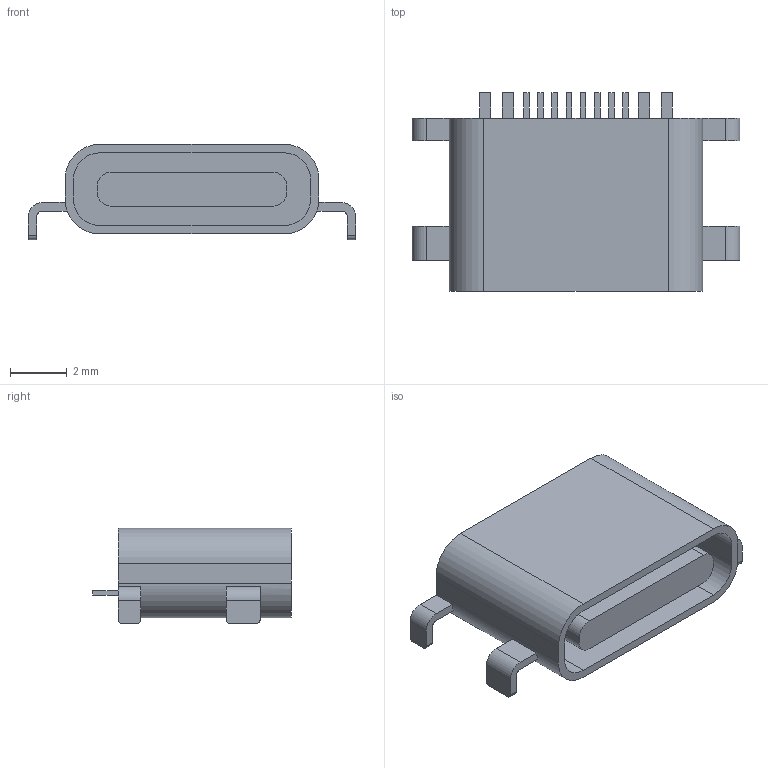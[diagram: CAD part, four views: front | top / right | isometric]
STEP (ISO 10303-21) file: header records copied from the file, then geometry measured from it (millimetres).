
FILE_DESCRIPTION (( 'STEP AP214' ), '1' );
FILE_NAME ('USBC_16PF-076.STEP', '2024-01-31T08:52:56', ( '' ), ( '' ), 'SwSTEP 2.0', 'SolidWorks 2022', '' );
FILE_SCHEMA (( 'AUTOMOTIVE_DESIGN' ));
Length unit declared in the file: millimetre
Products named in the file (1): USBC_16PF-076
Bounding box: 11.55 x 7 x 3.36 mm (x, y, z)
Volume: 101.5 mm3; surface area: 439.6 mm2
Topology: 14 solids, 14 shells, 151 faces, 360 edges, 240 vertices
Faces by surface type: plane 119, cylinder 32
Entity records: 4501 total; most frequent: CARTESIAN_POINT 752, DIRECTION 736, ORIENTED_EDGE 720, EDGE_CURVE 360, VECTOR 288, LINE 288, VERTEX_POINT 240, AXIS2_PLACEMENT_3D 224
